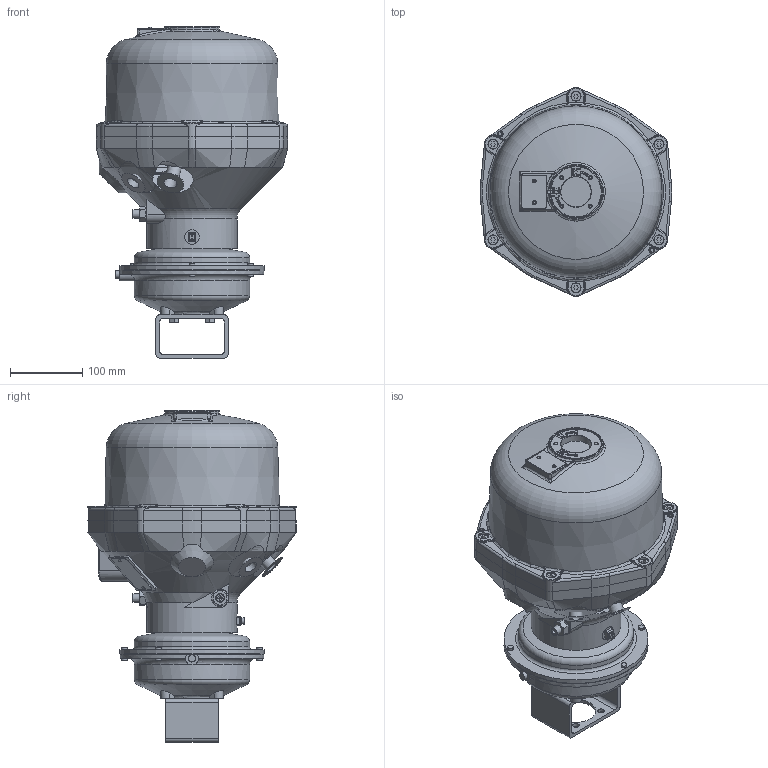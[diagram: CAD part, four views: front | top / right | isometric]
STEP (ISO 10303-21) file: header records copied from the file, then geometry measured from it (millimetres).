
FILE_DESCRIPTION(/* description */ ('STEP AP214'),/* implementation_level */ '2;1');
FILE_NAME(/* name */ 'FQ(X)08.step',/* time_stamp */ '2025-07-17T13:27:38+02:00',/* author */ (''),/* organization */ (''),/* preprocessor_version */ 'ST-DEVELOPER v20.1',/* originating_system */ 'Autodesk Translation Framework v14.10.0.0',/* authorisation */ '');
FILE_SCHEMA (('AUTOMOTIVE_DESIGN { 1 0 10303 214 3 1 1 }'));
Length unit declared in the file: millimetre
Products named in the file (1): CD_06848
Bounding box: 265.87 x 289.95 x 460.93 mm (x, y, z)
Volume: 13085182.9 mm3; surface area: 555266.9 mm2
Topology: 21 solids, 26 shells, 1023 faces, 2429 edges, 1485 vertices
Faces by surface type: plane 491, cylinder 213, bspline 153, cone 76, torus 75, sphere 15
Full cylindrical faces by diameter (mm): 2.5 x6, 3 x6, 3.5 x6, 4.2 x1, 6.5 x6, 6.8 x6, 7.1 x2, 8 x14, 8.5 x5, 9 x15, 10 x1, 12 x2, 13 x6, 14 x6, 18.5 x2, 20 x1, 42 x1, 43 x1, 52 x1, 53 x1, 55 x2, 70 x1, 100 x1, 125 x1, 160 x2, 200 x1
Entity records: 47049 total; most frequent: CARTESIAN_POINT 23445, ORIENTED_EDGE 4720, DIRECTION 4446, EDGE_CURVE 2360, AXIS2_PLACEMENT_3D 1599, VERTEX_POINT 1485, LINE 1248, VECTOR 1248
